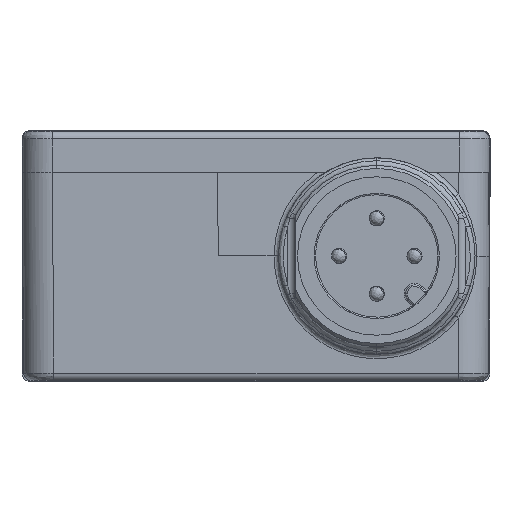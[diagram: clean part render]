
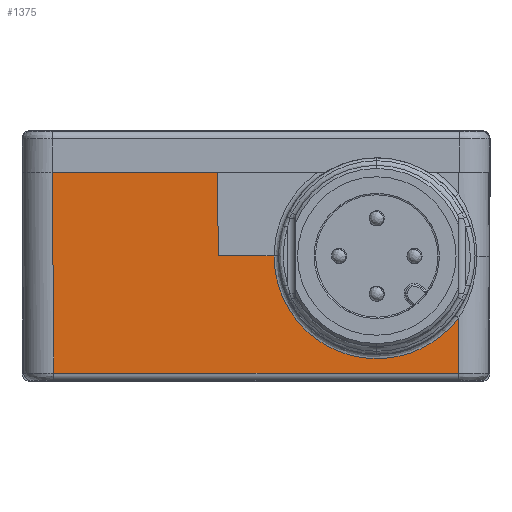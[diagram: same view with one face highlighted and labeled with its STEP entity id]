
A CAD part, front view. The second image highlights one B-rep face of the part: STEP entity #1375.
In plain terms, the highlighted planar face has unit normal (0, -1, -0.009).
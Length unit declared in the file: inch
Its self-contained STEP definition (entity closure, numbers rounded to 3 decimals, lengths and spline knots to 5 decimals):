
#18 = CARTESIAN_POINT ( 'NONE',  ( 0.87857, -1.70962, -0.42428 ) ) ;
#764 = CARTESIAN_POINT ( 'NONE',  ( 0.33465, -1.71168, -0.18898 ) ) ;
#1216 = VERTEX_POINT ( 'NONE', #31367 ) ;
#1375 = ADVANCED_FACE ( 'NONE', ( #39632 ), #8475, .T. ) ;
#1605 = DIRECTION ( 'NONE',  ( -1., 0., 0. ) ) ;
#1636 = DIRECTION ( 'NONE',  ( 1., 0., 0. ) ) ;
#1854 = DIRECTION ( 'NONE',  ( 1., 0., 0. ) ) ;
#3546 = CARTESIAN_POINT ( 'NONE',  ( 0.48033, -1.71143, -0.21689 ) ) ;
#3893 = LINE ( 'NONE', #34495, #11655 ) ;
#4040 = ORIENTED_EDGE ( 'NONE', *, *, #40951, .F. ) ;
#4197 = ORIENTED_EDGE ( 'NONE', *, *, #34738, .T. ) ;
#4597 = EDGE_LOOP ( 'NONE', ( #18631, #11404, #25345, #4197, #34716, #4040, #34426 ) ) ;
#6038 = CARTESIAN_POINT ( 'NONE',  ( 0.51422, -1.71051, -0.32225 ) ) ;
#6842 = CARTESIAN_POINT ( 'NONE',  ( 0.92442, -1.7099, -0.39217 ) ) ;
#7066 = CARTESIAN_POINT ( 'NONE',  ( 0.56642, -1.70994, -0.38756 ) ) ;
#7365 = DIRECTION ( 'NONE',  ( -0.009, -0.009, 1. ) ) ;
#7772 = LINE ( 'NONE', #27574, #38245 ) ;
#8475 = PLANE ( 'NONE',  #19420 ) ;
#10138 = CARTESIAN_POINT ( 'NONE',  ( 0.80005, -1.70937, -0.45298 ) ) ;
#11392 = LINE ( 'NONE', #38454, #16159 ) ;
#11404 = ORIENTED_EDGE ( 'NONE', *, *, #21590, .T. ) ;
#11655 = VECTOR ( 'NONE', #27874, 39.37008 ) ;
#11990 = DIRECTION ( 'NONE',  ( 0., -1., -0.009 ) ) ;
#12197 = CARTESIAN_POINT ( 'NONE',  ( 0.68921, -1.70938, -0.45154 ) ) ;
#12390 = CARTESIAN_POINT ( 'NONE',  ( 1.04331, -1.70901, -0.49427 ) ) ;
#13492 = EDGE_CURVE ( 'NONE', #35759, #34946, #39239, .T. ) ;
#15710 = CARTESIAN_POINT ( 'NONE',  ( 0.96125, -1.71026, -0.35077 ) ) ;
#16159 = VECTOR ( 'NONE', #18860, 39.37008 ) ;
#18139 = CARTESIAN_POINT ( 'NONE',  ( -0.09386, -1.70901, -0.49427 ) ) ;
#18631 = ORIENTED_EDGE ( 'NONE', *, *, #13492, .T. ) ;
#18813 = CARTESIAN_POINT ( 'NONE',  ( 1.04331, -1.71358, 0.02953 ) ) ;
#18860 = DIRECTION ( 'NONE',  ( 0.009, -0.009, 1. ) ) ;
#19420 = AXIS2_PLACEMENT_3D ( 'NONE', #18813, #11990, #22921 ) ;
#20227 = VECTOR ( 'NONE', #7365, 39.37008 ) ;
#20406 = CARTESIAN_POINT ( 'NONE',  ( -0.09843, -1.71358, 0.02953 ) ) ;
#20471 = CARTESIAN_POINT ( 'NONE',  ( 0.6361, -1.70954, -0.43368 ) ) ;
#20895 = EDGE_CURVE ( 'NONE', #27471, #1216, #25879, .T. ) ;
#21062 = VERTEX_POINT ( 'NONE', #38293 ) ;
#21590 = EDGE_CURVE ( 'NONE', #34946, #27471, #11392, .T. ) ;
#22921 = DIRECTION ( 'NONE',  ( 0., 0.009, -1. ) ) ;
#23551 = CARTESIAN_POINT ( 'NONE',  ( 0.77261, -1.70934, -0.45693 ) ) ;
#23767 = CARTESIAN_POINT ( 'NONE',  ( 0.50173, -1.71073, -0.29747 ) ) ;
#24956 = LINE ( 'NONE', #28911, #27322 ) ;
#25345 = ORIENTED_EDGE ( 'NONE', *, *, #20895, .T. ) ;
#25879 = B_SPLINE_CURVE_WITH_KNOTS ( 'NONE', 3,
 ( #15710, #28930, #6842, #18, #42334, #10138, #23551, #36176, #12197, #20471, #36980, #7066, #35749, #6038, #23767, #37200, #3546, #42764 ),
 .UNSPECIFIED., .F., .F.,
 ( 4, 2, 2, 2, 2, 2, 2, 2, 4 ),
 ( 0., 0.125, 0.25, 0.375, 0.5, 0.625, 0.75, 0.875, 1. ),
 .UNSPECIFIED. ) ;
#27322 = VECTOR ( 'NONE', #1636, 39.37008 ) ;
#27471 = VERTEX_POINT ( 'NONE', #28172 ) ;
#27574 = CARTESIAN_POINT ( 'NONE',  ( 1.04331, -1.71168, -0.18898 ) ) ;
#27813 = LINE ( 'NONE', #764, #20227 ) ;
#27874 = DIRECTION ( 'NONE',  ( -0.009, -0.009, 1. ) ) ;
#28172 = CARTESIAN_POINT ( 'NONE',  ( 0.96125, -1.71026, -0.35077 ) ) ;
#28911 = CARTESIAN_POINT ( 'NONE',  ( 1.10979, -1.71358, 0.02953 ) ) ;
#28930 = CARTESIAN_POINT ( 'NONE',  ( 0.94437, -1.71007, -0.373 ) ) ;
#31044 = CARTESIAN_POINT ( 'NONE',  ( 0.96, -1.70901, -0.49427 ) ) ;
#31306 = VECTOR ( 'NONE', #1854, 39.37008 ) ;
#31367 = CARTESIAN_POINT ( 'NONE',  ( 0.48031, -1.71168, -0.18898 ) ) ;
#34426 = ORIENTED_EDGE ( 'NONE', *, *, #36756, .F. ) ;
#34495 = CARTESIAN_POINT ( 'NONE',  ( -0.09365, -1.70881, -0.51765 ) ) ;
#34716 = ORIENTED_EDGE ( 'NONE', *, *, #39687, .T. ) ;
#34738 = EDGE_CURVE ( 'NONE', #1216, #21062, #7772, .T. ) ;
#34946 = VERTEX_POINT ( 'NONE', #31044 ) ;
#35390 = VERTEX_POINT ( 'NONE', #36502 ) ;
#35749 = CARTESIAN_POINT ( 'NONE',  ( 0.54697, -1.71011, -0.36784 ) ) ;
#35759 = VERTEX_POINT ( 'NONE', #18139 ) ;
#36176 = CARTESIAN_POINT ( 'NONE',  ( 0.71655, -1.70934, -0.45621 ) ) ;
#36502 = CARTESIAN_POINT ( 'NONE',  ( 0.33274, -1.71358, 0.02953 ) ) ;
#36756 = EDGE_CURVE ( 'NONE', #35759, #41653, #3893, .T. ) ;
#36980 = CARTESIAN_POINT ( 'NONE',  ( 0.61149, -1.70965, -0.42085 ) ) ;
#37200 = CARTESIAN_POINT ( 'NONE',  ( 0.48461, -1.71119, -0.24418 ) ) ;
#38245 = VECTOR ( 'NONE', #1605, 39.37008 ) ;
#38293 = CARTESIAN_POINT ( 'NONE',  ( 0.33465, -1.71168, -0.18898 ) ) ;
#38454 = CARTESIAN_POINT ( 'NONE',  ( 0.96125, -1.71026, -0.35077 ) ) ;
#39239 = LINE ( 'NONE', #12390, #31306 ) ;
#39632 = FACE_OUTER_BOUND ( 'NONE', #4597, .T. ) ;
#39687 = EDGE_CURVE ( 'NONE', #21062, #35390, #27813, .T. ) ;
#40951 = EDGE_CURVE ( 'NONE', #41653, #35390, #24956, .T. ) ;
#41653 = VERTEX_POINT ( 'NONE', #20406 ) ;
#42334 = CARTESIAN_POINT ( 'NONE',  ( 0.85363, -1.70952, -0.43647 ) ) ;
#42764 = CARTESIAN_POINT ( 'NONE',  ( 0.48031, -1.71168, -0.18898 ) ) ;
